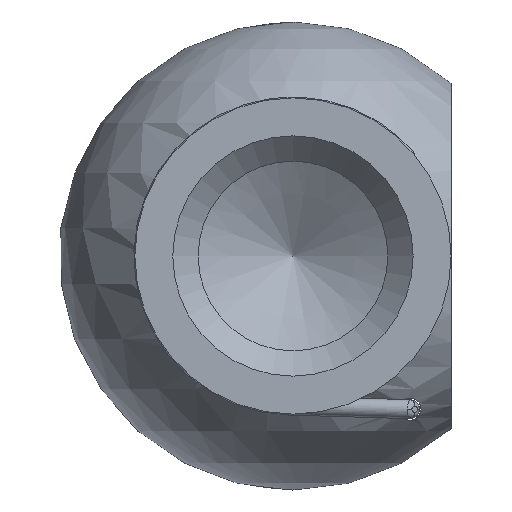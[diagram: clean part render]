
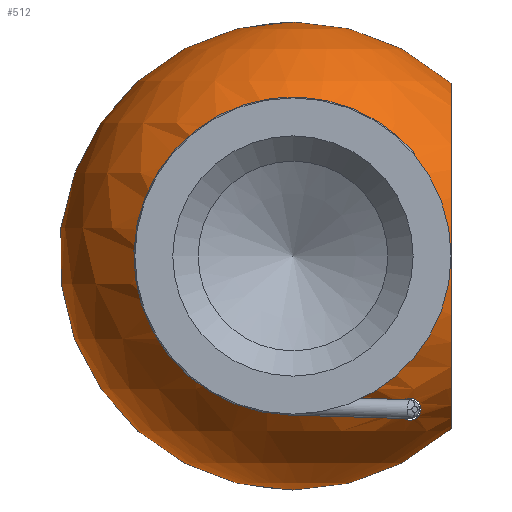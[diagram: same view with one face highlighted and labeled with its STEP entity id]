
A CAD part, front view. The second image highlights one B-rep face of the part: STEP entity #512.
In plain terms, the highlighted spherical face has radius 7.4 mm.
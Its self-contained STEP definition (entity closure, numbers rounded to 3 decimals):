
#49 = EDGE_LOOP ( 'NONE', ( #234 ) ) ;
#54 = CARTESIAN_POINT ( 'NONE',  ( 3.354, -4.556, -4.77 ) ) ;
#61 = CARTESIAN_POINT ( 'NONE',  ( 4.05, -3.96, -4.764 ) ) ;
#66 = CARTESIAN_POINT ( 'NONE',  ( 3.476, -4.663, -4.575 ) ) ;
#74 = ORIENTED_EDGE ( 'NONE', *, *, #515, .F. ) ;
#86 = FACE_BOUND ( 'NONE', #101, .T. ) ;
#93 = DIRECTION ( 'NONE',  ( 0., -1., 0. ) ) ;
#101 = EDGE_LOOP ( 'NONE', ( #74 ) ) ;
#116 = AXIS2_PLACEMENT_3D ( 'NONE', #358, #566, #463 ) ;
#131 = VERTEX_POINT ( 'NONE', #145 ) ;
#135 = CARTESIAN_POINT ( 'NONE',  ( 3.544, -3.938, -5.168 ) ) ;
#142 = CARTESIAN_POINT ( 'NONE',  ( 3.873, -3.631, -5.155 ) ) ;
#145 = CARTESIAN_POINT ( 'NONE',  ( 4.586, -5.808, 0. ) ) ;
#155 = CARTESIAN_POINT ( 'NONE',  ( 3.476, -4.663, -4.575 ) ) ;
#161 = CARTESIAN_POINT ( 'NONE',  ( 3.392, -4.631, -4.67 ) ) ;
#169 = CARTESIAN_POINT ( 'NONE',  ( 3.35, 4.383, -4.934 ) ) ;
#170 = VERTEX_POINT ( 'NONE', #1193 ) ;
#173 = SPHERICAL_SURFACE ( 'NONE', #1023, 7.4 ) ;
#177 = CARTESIAN_POINT ( 'NONE',  ( 3.381, 4.275, -5.006 ) ) ;
#183 = CARTESIAN_POINT ( 'NONE',  ( 3.35, 4.526, -4.802 ) ) ;
#193 = CARTESIAN_POINT ( 'NONE',  ( 0., 0., 0. ) ) ;
#200 = CARTESIAN_POINT ( 'NONE',  ( 3.714, 4.561, -4.49 ) ) ;
#233 = B_SPLINE_CURVE_WITH_KNOTS ( 'NONE', 3,
 ( #764, #1050, #1118, #831, #843, #576, #1018, #177, #169, #183, #554, #1135, #277, #562, #677, #200, #926, #466, #349, #741, #1206, #355, #369, #939, #932, #1112 ),
 .UNSPECIFIED., .T., .F.,
 ( 4, 2, 2, 2, 2, 2, 2, 2, 2, 2, 2, 2, 4 ),
 ( 0., 0., 0., 0.001, 0.001, 0.001, 0.002, 0.002, 0.002, 0.002, 0.003, 0.003, 0.003 ),
 .UNSPECIFIED. ) ;
#234 = ORIENTED_EDGE ( 'NONE', *, *, #502, .F. ) ;
#244 = ORIENTED_EDGE ( 'NONE', *, *, #731, .F. ) ;
#248 = CARTESIAN_POINT ( 'NONE',  ( 4.05, -3.809, -4.884 ) ) ;
#252 = EDGE_CURVE ( 'NONE', #131, #131, #889, .T. ) ;
#266 = CARTESIAN_POINT ( 'NONE',  ( 3.746, -4.531, -4.494 ) ) ;
#274 = CARTESIAN_POINT ( 'NONE',  ( 0., -5.808, 0. ) ) ;
#277 = CARTESIAN_POINT ( 'NONE',  ( 3.441, 4.665, -4.6 ) ) ;
#337 = CARTESIAN_POINT ( 'NONE',  ( 3.711, -3.739, -5.198 ) ) ;
#349 = CARTESIAN_POINT ( 'NONE',  ( 3.946, 4.264, -4.585 ) ) ;
#355 = CARTESIAN_POINT ( 'NONE',  ( 4.048, 3.793, -4.898 ) ) ;
#356 = VERTEX_POINT ( 'NONE', #66 ) ;
#358 = CARTESIAN_POINT ( 'NONE',  ( 5., 0., 0. ) ) ;
#369 = CARTESIAN_POINT ( 'NONE',  ( 4.04, 3.744, -4.943 ) ) ;
#414 = CARTESIAN_POINT ( 'NONE',  ( 3.973, -3.64, -5.072 ) ) ;
#425 = CARTESIAN_POINT ( 'NONE',  ( 3.482, -4.046, -5.127 ) ) ;
#431 = CARTESIAN_POINT ( 'NONE',  ( 4.024, -4.069, -4.693 ) ) ;
#450 = DIRECTION ( 'NONE',  ( 1., 0., 0. ) ) ;
#463 = DIRECTION ( 'NONE',  ( 0., -1., 0. ) ) ;
#466 = CARTESIAN_POINT ( 'NONE',  ( 3.886, 4.371, -4.535 ) ) ;
#500 = B_SPLINE_CURVE_WITH_KNOTS ( 'NONE', 3,
 ( #155, #536, #161, #54, #895, #722, #1178, #425, #135, #1186, #337, #914, #142, #414, #726, #1172, #248, #61, #431, #817, #729, #266, #935, #559, #674, #1045 ),
 .UNSPECIFIED., .T., .F.,
 ( 4, 2, 2, 2, 2, 2, 2, 2, 2, 2, 2, 2, 4 ),
 ( 0., 0., 0., 0.001, 0.001, 0.001, 0.002, 0.002, 0.002, 0.002, 0.003, 0.003, 0.003 ),
 .UNSPECIFIED. ) ;
#502 = EDGE_CURVE ( 'NONE', #356, #356, #500, .T. ) ;
#512 = ADVANCED_FACE ( 'NONE', ( #1210, #856, #86, #841 ), #173, .T. ) ;
#515 = EDGE_CURVE ( 'NONE', #832, #832, #1067, .T. ) ;
#536 = CARTESIAN_POINT ( 'NONE',  ( 3.425, -4.659, -4.617 ) ) ;
#554 = CARTESIAN_POINT ( 'NONE',  ( 3.358, 4.571, -4.753 ) ) ;
#559 = CARTESIAN_POINT ( 'NONE',  ( 3.588, -4.644, -4.508 ) ) ;
#562 = CARTESIAN_POINT ( 'NONE',  ( 3.546, 4.662, -4.523 ) ) ;
#566 = DIRECTION ( 'NONE',  ( 1., 0., 0. ) ) ;
#576 = CARTESIAN_POINT ( 'NONE',  ( 3.534, 3.954, -5.163 ) ) ;
#579 = DIRECTION ( 'NONE',  ( 1., 0., 0. ) ) ;
#674 = CARTESIAN_POINT ( 'NONE',  ( 3.527, -4.667, -4.533 ) ) ;
#677 = CARTESIAN_POINT ( 'NONE',  ( 3.607, 4.635, -4.502 ) ) ;
#722 = CARTESIAN_POINT ( 'NONE',  ( 3.354, -4.366, -4.946 ) ) ;
#726 = CARTESIAN_POINT ( 'NONE',  ( 4.007, -3.675, -5.02 ) ) ;
#729 = CARTESIAN_POINT ( 'NONE',  ( 3.875, -4.388, -4.528 ) ) ;
#731 = EDGE_CURVE ( 'NONE', #170, #170, #233, .T. ) ;
#741 = CARTESIAN_POINT ( 'NONE',  ( 4.029, 4.052, -4.704 ) ) ;
#764 = CARTESIAN_POINT ( 'NONE',  ( 3.907, 3.635, -5.126 ) ) ;
#765 = EDGE_LOOP ( 'NONE', ( #959 ) ) ;
#795 = EDGE_LOOP ( 'NONE', ( #244 ) ) ;
#817 = CARTESIAN_POINT ( 'NONE',  ( 3.937, -4.281, -4.577 ) ) ;
#819 = CARTESIAN_POINT ( 'NONE',  ( 5., -5.455, 0. ) ) ;
#831 = CARTESIAN_POINT ( 'NONE',  ( 3.696, 3.754, -5.198 ) ) ;
#832 = VERTEX_POINT ( 'NONE', #819 ) ;
#841 = FACE_OUTER_BOUND ( 'NONE', #765, .T. ) ;
#843 = CARTESIAN_POINT ( 'NONE',  ( 3.651, 3.803, -5.193 ) ) ;
#856 = FACE_BOUND ( 'NONE', #795, .T. ) ;
#889 = CIRCLE ( 'NONE', #1051, 4.586 ) ;
#895 = CARTESIAN_POINT ( 'NONE',  ( 3.348, -4.51, -4.818 ) ) ;
#914 = CARTESIAN_POINT ( 'NONE',  ( 3.812, -3.661, -5.18 ) ) ;
#926 = CARTESIAN_POINT ( 'NONE',  ( 3.762, 4.515, -4.497 ) ) ;
#932 = CARTESIAN_POINT ( 'NONE',  ( 3.96, 3.633, -5.087 ) ) ;
#935 = CARTESIAN_POINT ( 'NONE',  ( 3.697, -4.576, -4.49 ) ) ;
#939 = CARTESIAN_POINT ( 'NONE',  ( 3.998, 3.665, -5.035 ) ) ;
#959 = ORIENTED_EDGE ( 'NONE', *, *, #252, .F. ) ;
#1018 = CARTESIAN_POINT ( 'NONE',  ( 3.472, 4.063, -5.12 ) ) ;
#1023 = AXIS2_PLACEMENT_3D ( 'NONE', #193, #1030, #579 ) ;
#1030 = DIRECTION ( 'NONE',  ( 0., 0., 1. ) ) ;
#1045 = CARTESIAN_POINT ( 'NONE',  ( 3.476, -4.663, -4.575 ) ) ;
#1050 = CARTESIAN_POINT ( 'NONE',  ( 3.854, 3.637, -5.165 ) ) ;
#1051 = AXIS2_PLACEMENT_3D ( 'NONE', #274, #93, #450 ) ;
#1067 = CIRCLE ( 'NONE', #116, 5.455 ) ;
#1112 = CARTESIAN_POINT ( 'NONE',  ( 3.907, 3.635, -5.126 ) ) ;
#1118 = CARTESIAN_POINT ( 'NONE',  ( 3.795, 3.672, -5.185 ) ) ;
#1135 = CARTESIAN_POINT ( 'NONE',  ( 3.402, 4.641, -4.653 ) ) ;
#1172 = CARTESIAN_POINT ( 'NONE',  ( 4.043, -3.759, -4.928 ) ) ;
#1178 = CARTESIAN_POINT ( 'NONE',  ( 3.387, -4.258, -5.017 ) ) ;
#1186 = CARTESIAN_POINT ( 'NONE',  ( 3.665, -3.787, -5.195 ) ) ;
#1193 = CARTESIAN_POINT ( 'NONE',  ( 3.907, 3.635, -5.126 ) ) ;
#1206 = CARTESIAN_POINT ( 'NONE',  ( 4.053, 3.944, -4.775 ) ) ;
#1210 = FACE_BOUND ( 'NONE', #49, .T. ) ;
